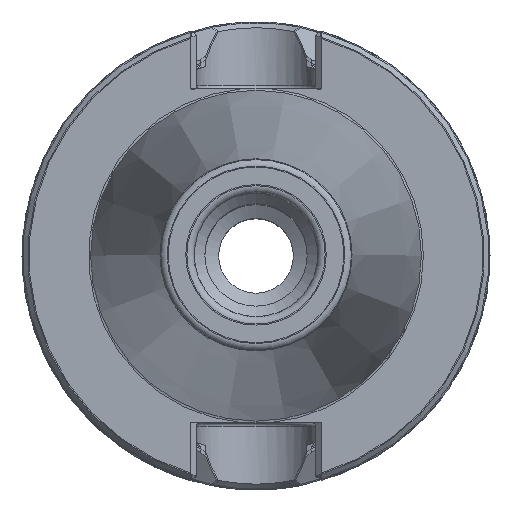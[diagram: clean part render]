
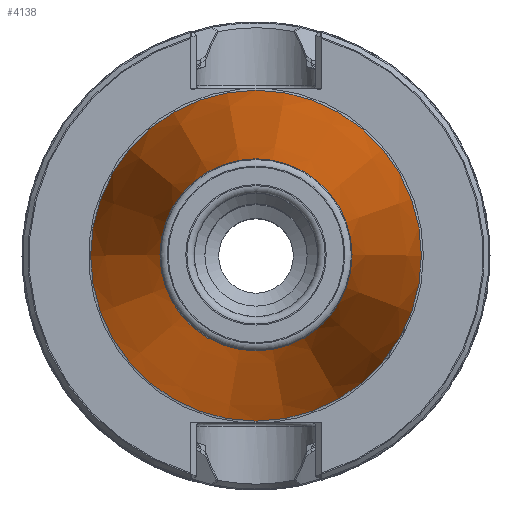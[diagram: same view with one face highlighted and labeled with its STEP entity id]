
A CAD part, top view. The second image highlights one B-rep face of the part: STEP entity #4138.
In plain terms, the highlighted conical face has half-angle 8.297 degrees and reference radius 12.867 mm.
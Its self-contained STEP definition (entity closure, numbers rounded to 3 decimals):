
#502=CONICAL_SURFACE('',#4448,12.867,0.145);
#957=ORIENTED_EDGE('',*,*,#1505,.T.);
#958=ORIENTED_EDGE('',*,*,#1506,.T.);
#1505=EDGE_CURVE('',#1833,#1833,#2035,.F.);
#1506=EDGE_CURVE('',#1834,#1834,#2036,.T.);
#1833=VERTEX_POINT('',#6139);
#1834=VERTEX_POINT('',#6142);
#2035=CIRCLE('',#4447,12.992);
#2036=CIRCLE('',#4449,22.375);
#2263=EDGE_LOOP('',(#957));
#2264=EDGE_LOOP('',(#958));
#2531=FACE_BOUND('',#2263,.T.);
#2532=FACE_BOUND('',#2264,.T.);
#4138=ADVANCED_FACE('',(#2531,#2532),#502,.T.);
#4447=AXIS2_PLACEMENT_3D('',#6138,#5102,#5103);
#4448=AXIS2_PLACEMENT_3D('',#6140,#5104,#5105);
#4449=AXIS2_PLACEMENT_3D('',#6141,#5106,#5107);
#5102=DIRECTION('',(0.,0.,1.));
#5103=DIRECTION('',(1.,0.,0.));
#5104=DIRECTION('',(0.,0.,-1.));
#5105=DIRECTION('',(-1.,0.,0.));
#5106=DIRECTION('',(0.,0.,1.));
#5107=DIRECTION('',(1.,0.,0.));
#6138=CARTESIAN_POINT('',(0.,0.,64.744));
#6139=CARTESIAN_POINT('',(12.992,0.,64.744));
#6140=CARTESIAN_POINT('',(0.,0.,65.6));
#6141=CARTESIAN_POINT('',(0.,0.,0.4));
#6142=CARTESIAN_POINT('',(22.375,0.,0.4));
